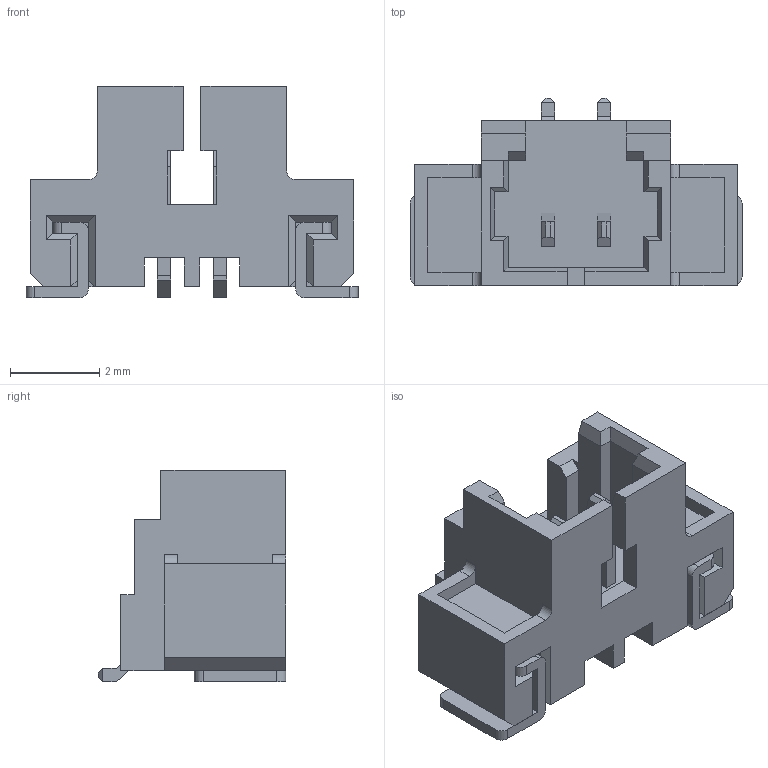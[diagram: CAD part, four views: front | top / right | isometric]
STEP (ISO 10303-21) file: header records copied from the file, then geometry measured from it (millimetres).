
FILE_DESCRIPTION(/* description */ ('Unknown'),/* implementation_level */ '2;1');
FILE_NAME(/* name */ 'J_Wurth_WR-WTB_653102124022',/* time_stamp */ '2025-06-03T10:57:44+08:00',/* author */ ('Unknown'),/* organization */ ('Unknown'),/* preprocessor_version */ 'ST-DEVELOPER v19.4',/* originating_system */ 'Solid Edge',/* authorisation */ 'Unknown');
FILE_SCHEMA (('AUTOMOTIVE_DESIGN {1 0 10303 214 3 1 1}'));
Length unit declared in the file: millimetre
Products named in the file (2): J_Wurth_WR-WTB_653102124022
Assembly tree (1 placements, depth 2):
  J_Wurth_WR-WTB_653102124022
    J_Wurth_WR-WTB_653102124022
Bounding box: 7.45 x 4.21 x 4.75 mm (x, y, z)
Volume: 52.5 mm3; surface area: 232.6 mm2
Topology: 5 solids, 5 shells, 196 faces, 528 edges, 342 vertices
Faces by surface type: plane 180, cylinder 16
Entity records: 6082 total; most frequent: CARTESIAN_POINT 1068, ORIENTED_EDGE 1056, DIRECTION 956, EDGE_CURVE 528, LINE 496, VECTOR 496, VERTEX_POINT 342, AXIS2_PLACEMENT_3D 230
